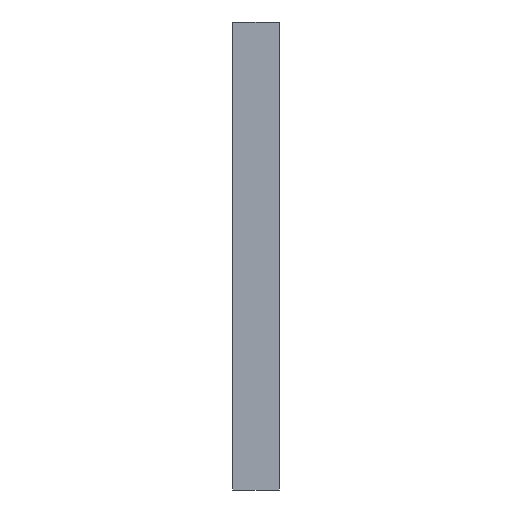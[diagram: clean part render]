
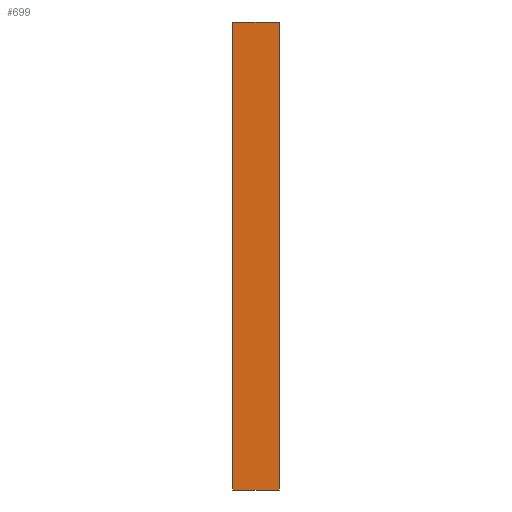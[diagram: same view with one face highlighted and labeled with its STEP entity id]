
A CAD part, left-side view. The second image highlights one B-rep face of the part: STEP entity #699.
In plain terms, the highlighted planar face has unit normal (-1, 0, 0).
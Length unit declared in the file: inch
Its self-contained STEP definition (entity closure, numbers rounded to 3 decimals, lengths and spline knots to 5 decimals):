
#67=PLANE('',#805);
#99=FACE_OUTER_BOUND('',#131,.T.);
#131=EDGE_LOOP('',(#571,#572,#573,#574));
#215=LINE('',#1179,#253);
#216=LINE('',#1181,#254);
#217=LINE('',#1183,#255);
#218=LINE('',#1184,#256);
#253=VECTOR('',#997,0.3937);
#254=VECTOR('',#998,0.3937);
#255=VECTOR('',#999,0.3937);
#256=VECTOR('',#1000,0.3937);
#369=VERTEX_POINT('',#1177);
#370=VERTEX_POINT('',#1178);
#371=VERTEX_POINT('',#1180);
#372=VERTEX_POINT('',#1182);
#455=EDGE_CURVE('',#369,#370,#215,.T.);
#456=EDGE_CURVE('',#370,#371,#216,.T.);
#457=EDGE_CURVE('',#372,#371,#217,.T.);
#458=EDGE_CURVE('',#369,#372,#218,.T.);
#571=ORIENTED_EDGE('',*,*,#455,.T.);
#572=ORIENTED_EDGE('',*,*,#456,.T.);
#573=ORIENTED_EDGE('',*,*,#457,.F.);
#574=ORIENTED_EDGE('',*,*,#458,.F.);
#699=ADVANCED_FACE('',(#99),#67,.T.);
#805=AXIS2_PLACEMENT_3D('',#1176,#995,#996);
#995=DIRECTION('center_axis',(-1.,0.,0.));
#996=DIRECTION('ref_axis',(0.,0.,1.));
#997=DIRECTION('',(0.,0.,1.));
#998=DIRECTION('',(0.,1.,0.));
#999=DIRECTION('',(0.,0.,1.));
#1000=DIRECTION('',(0.,1.,0.));
#1176=CARTESIAN_POINT('Origin',(0.,0.,-1.015));
#1177=CARTESIAN_POINT('',(0.,0.,-1.015));
#1178=CARTESIAN_POINT('',(0.,0.,0.));
#1179=CARTESIAN_POINT('',(0.,0.,-1.015));
#1180=CARTESIAN_POINT('',(0.,0.1,0.));
#1181=CARTESIAN_POINT('',(0.,0.,0.));
#1182=CARTESIAN_POINT('',(0.,0.1,-1.015));
#1183=CARTESIAN_POINT('',(0.,0.1,-1.015));
#1184=CARTESIAN_POINT('',(0.,0.,-1.015));
